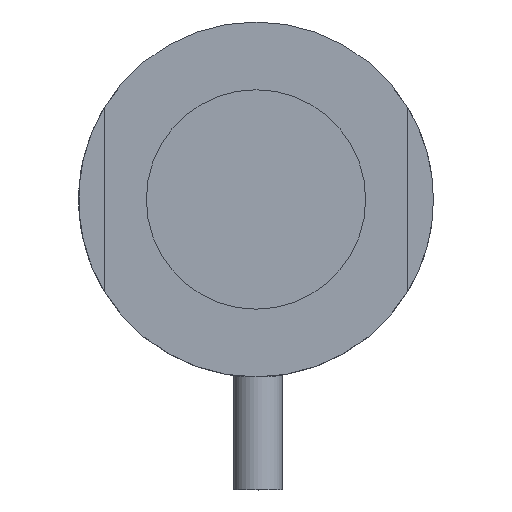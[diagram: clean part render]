
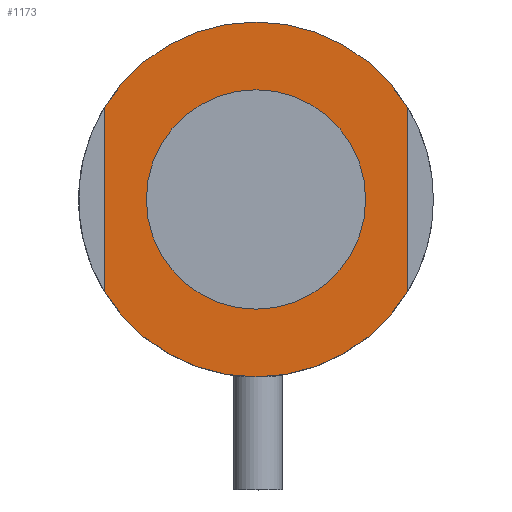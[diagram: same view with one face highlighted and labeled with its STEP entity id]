
A CAD part, top view. The second image highlights one B-rep face of the part: STEP entity #1173.
In plain terms, the highlighted planar face has unit normal (0, 0, 1).
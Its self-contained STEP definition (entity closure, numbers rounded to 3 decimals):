
#103=FACE_BOUND('',#363,.T.);
#121=PLANE('',#1409);
#164=CIRCLE('',#1398,27.5);
#165=CIRCLE('',#1399,27.5);
#170=CIRCLE('',#1407,17.);
#171=CIRCLE('',#1408,17.);
#282=FACE_OUTER_BOUND('',#362,.T.);
#362=EDGE_LOOP('',(#894,#895,#896,#897));
#363=EDGE_LOOP('',(#898,#899));
#435=LINE('',#2162,#479);
#439=LINE('',#2175,#483);
#479=VECTOR('',#1615,10.);
#483=VECTOR('',#1627,10.);
#540=VERTEX_POINT('',#2159);
#541=VERTEX_POINT('',#2161);
#545=VERTEX_POINT('',#2172);
#546=VERTEX_POINT('',#2174);
#553=VERTEX_POINT('',#2197);
#554=VERTEX_POINT('',#2199);
#664=EDGE_CURVE('',#541,#540,#435,.T.);
#670=EDGE_CURVE('',#546,#545,#439,.T.);
#675=EDGE_CURVE('',#546,#540,#164,.T.);
#676=EDGE_CURVE('',#541,#545,#165,.T.);
#683=EDGE_CURVE('',#554,#553,#170,.T.);
#684=EDGE_CURVE('',#553,#554,#171,.T.);
#894=ORIENTED_EDGE('',*,*,#664,.T.);
#895=ORIENTED_EDGE('',*,*,#675,.F.);
#896=ORIENTED_EDGE('',*,*,#670,.T.);
#897=ORIENTED_EDGE('',*,*,#676,.F.);
#898=ORIENTED_EDGE('',*,*,#683,.T.);
#899=ORIENTED_EDGE('',*,*,#684,.T.);
#1173=ADVANCED_FACE('',(#282,#103),#121,.T.);
#1398=AXIS2_PLACEMENT_3D('',#2183,#1636,#1637);
#1399=AXIS2_PLACEMENT_3D('',#2184,#1638,#1639);
#1407=AXIS2_PLACEMENT_3D('',#2200,#1656,#1657);
#1408=AXIS2_PLACEMENT_3D('',#2201,#1658,#1659);
#1409=AXIS2_PLACEMENT_3D('',#2202,#1660,#1661);
#1615=DIRECTION('',(0.,-1.,0.));
#1627=DIRECTION('',(0.,1.,0.));
#1636=DIRECTION('center_axis',(0.,0.,-1.));
#1637=DIRECTION('ref_axis',(1.,0.,0.));
#1638=DIRECTION('center_axis',(0.,0.,-1.));
#1639=DIRECTION('ref_axis',(1.,0.,0.));
#1656=DIRECTION('center_axis',(0.,0.,-1.));
#1657=DIRECTION('ref_axis',(1.,0.,0.));
#1658=DIRECTION('center_axis',(0.,0.,-1.));
#1659=DIRECTION('ref_axis',(1.,0.,0.));
#1660=DIRECTION('center_axis',(0.,0.,1.));
#1661=DIRECTION('ref_axis',(1.,0.,0.));
#2159=CARTESIAN_POINT('',(-23.5,-14.283,0.));
#2161=CARTESIAN_POINT('',(-23.5,14.283,0.));
#2162=CARTESIAN_POINT('',(-23.5,17.729,0.));
#2172=CARTESIAN_POINT('',(23.5,14.283,0.));
#2174=CARTESIAN_POINT('',(23.5,-14.283,0.));
#2175=CARTESIAN_POINT('',(23.5,-12.27,0.));
#2183=CARTESIAN_POINT('Origin',(0.,0.,0.));
#2184=CARTESIAN_POINT('Origin',(0.,0.,0.));
#2197=CARTESIAN_POINT('',(17.,0.,0.));
#2199=CARTESIAN_POINT('',(-17.,0.,0.));
#2200=CARTESIAN_POINT('Origin',(0.,0.,0.));
#2201=CARTESIAN_POINT('Origin',(0.,0.,0.));
#2202=CARTESIAN_POINT('Origin',(-27.5,0.,0.));
